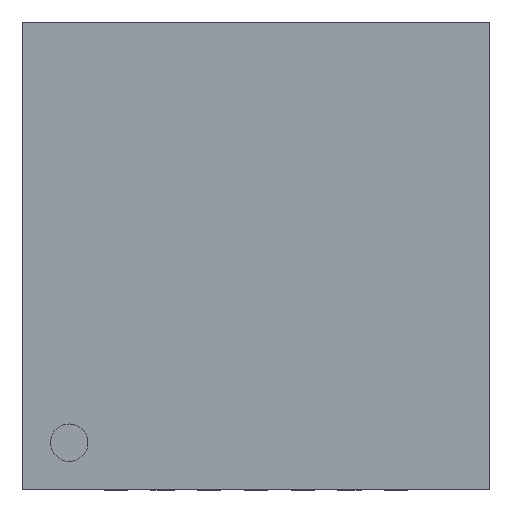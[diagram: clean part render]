
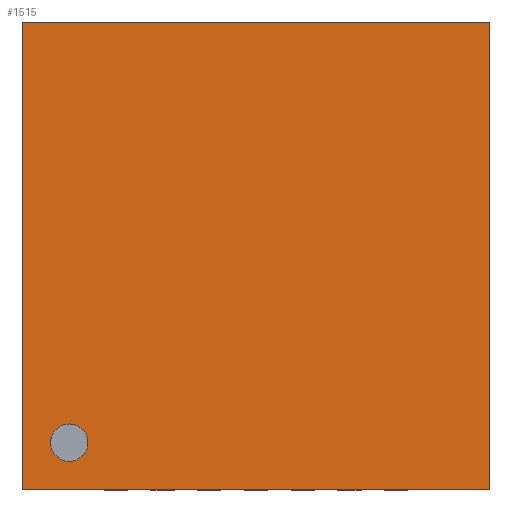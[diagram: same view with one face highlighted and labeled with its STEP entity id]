
A CAD part, top view. The second image highlights one B-rep face of the part: STEP entity #1515.
In plain terms, the highlighted planar face has unit normal (0, 0, 1).
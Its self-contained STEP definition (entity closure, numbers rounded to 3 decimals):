
#49 = CARTESIAN_POINT ( 'NONE',  ( 0., 0., 1. ) ) ;
#167 = CARTESIAN_POINT ( 'NONE',  ( -1.8, -2., 1. ) ) ;
#325 = ORIENTED_EDGE ( 'NONE', *, *, #7467, .T. ) ;
#582 = CARTESIAN_POINT ( 'NONE',  ( -2.5, 2.5, 1. ) ) ;
#921 = CIRCLE ( 'NONE', #3439, 0.2 ) ;
#930 = CARTESIAN_POINT ( 'NONE',  ( -2.5, 2.5, 1. ) ) ;
#967 = ORIENTED_EDGE ( 'NONE', *, *, #5362, .T. ) ;
#1029 = AXIS2_PLACEMENT_3D ( 'NONE', #3171, #4251, #4996 ) ;
#1081 = ORIENTED_EDGE ( 'NONE', *, *, #6871, .T. ) ;
#1089 = VERTEX_POINT ( 'NONE', #2247 ) ;
#1201 = EDGE_LOOP ( 'NONE', ( #325, #7312, #967, #1081 ) ) ;
#1237 = ORIENTED_EDGE ( 'NONE', *, *, #4908, .F. ) ;
#1256 = FACE_BOUND ( 'NONE', #4359, .T. ) ;
#1497 = ORIENTED_EDGE ( 'NONE', *, *, #2577, .F. ) ;
#1515 = ADVANCED_FACE ( 'NONE', ( #4490, #1256 ), #2666, .T. ) ;
#1612 = DIRECTION ( 'NONE',  ( -1., 0., 0. ) ) ;
#1814 = CARTESIAN_POINT ( 'NONE',  ( -2.5, -2.5, 1. ) ) ;
#2006 = DIRECTION ( 'NONE',  ( 1., 0., 0. ) ) ;
#2014 = VECTOR ( 'NONE', #5739, 1000. ) ;
#2247 = CARTESIAN_POINT ( 'NONE',  ( 2.5, 2.5, 1. ) ) ;
#2260 = CARTESIAN_POINT ( 'NONE',  ( -2.5, -2.5, 1. ) ) ;
#2577 = EDGE_CURVE ( 'NONE', #7772, #5163, #3423, .T. ) ;
#2666 = PLANE ( 'NONE',  #7226 ) ;
#2776 = VERTEX_POINT ( 'NONE', #930 ) ;
#2883 = CARTESIAN_POINT ( 'NONE',  ( -2.2, -2., 1. ) ) ;
#3171 = CARTESIAN_POINT ( 'NONE',  ( -2., -2., 1. ) ) ;
#3200 = DIRECTION ( 'NONE',  ( 0., -1., 0. ) ) ;
#3418 = VERTEX_POINT ( 'NONE', #1814 ) ;
#3423 = CIRCLE ( 'NONE', #1029, 0.2 ) ;
#3439 = AXIS2_PLACEMENT_3D ( 'NONE', #5039, #6930, #5729 ) ;
#3792 = VERTEX_POINT ( 'NONE', #4331 ) ;
#4088 = VECTOR ( 'NONE', #1612, 1000. ) ;
#4251 = DIRECTION ( 'NONE',  ( 0., 0., 1. ) ) ;
#4331 = CARTESIAN_POINT ( 'NONE',  ( 2.5, -2.5, 1. ) ) ;
#4337 = EDGE_CURVE ( 'NONE', #1089, #2776, #5185, .T. ) ;
#4359 = EDGE_LOOP ( 'NONE', ( #1497, #1237 ) ) ;
#4490 = FACE_OUTER_BOUND ( 'NONE', #1201, .T. ) ;
#4657 = VECTOR ( 'NONE', #7295, 1000. ) ;
#4908 = EDGE_CURVE ( 'NONE', #5163, #7772, #921, .T. ) ;
#4996 = DIRECTION ( 'NONE',  ( 1., 0., 0. ) ) ;
#5039 = CARTESIAN_POINT ( 'NONE',  ( -2., -2., 1. ) ) ;
#5157 = VECTOR ( 'NONE', #3200, 1000. ) ;
#5163 = VERTEX_POINT ( 'NONE', #2883 ) ;
#5185 = LINE ( 'NONE', #7658, #4088 ) ;
#5362 = EDGE_CURVE ( 'NONE', #2776, #3418, #6182, .T. ) ;
#5729 = DIRECTION ( 'NONE',  ( 1., 0., 0. ) ) ;
#5739 = DIRECTION ( 'NONE',  ( 0., 1., 0. ) ) ;
#6182 = LINE ( 'NONE', #582, #5157 ) ;
#6871 = EDGE_CURVE ( 'NONE', #3418, #3792, #7915, .T. ) ;
#6930 = DIRECTION ( 'NONE',  ( 0., 0., 1. ) ) ;
#7226 = AXIS2_PLACEMENT_3D ( 'NONE', #49, #7666, #2006 ) ;
#7295 = DIRECTION ( 'NONE',  ( 1., 0., 0. ) ) ;
#7312 = ORIENTED_EDGE ( 'NONE', *, *, #4337, .T. ) ;
#7467 = EDGE_CURVE ( 'NONE', #3792, #1089, #7552, .T. ) ;
#7552 = LINE ( 'NONE', #7687, #2014 ) ;
#7658 = CARTESIAN_POINT ( 'NONE',  ( -2.5, 2.5, 1. ) ) ;
#7666 = DIRECTION ( 'NONE',  ( 0., 0., 1. ) ) ;
#7687 = CARTESIAN_POINT ( 'NONE',  ( 2.5, 2.5, 1. ) ) ;
#7772 = VERTEX_POINT ( 'NONE', #167 ) ;
#7915 = LINE ( 'NONE', #2260, #4657 ) ;
